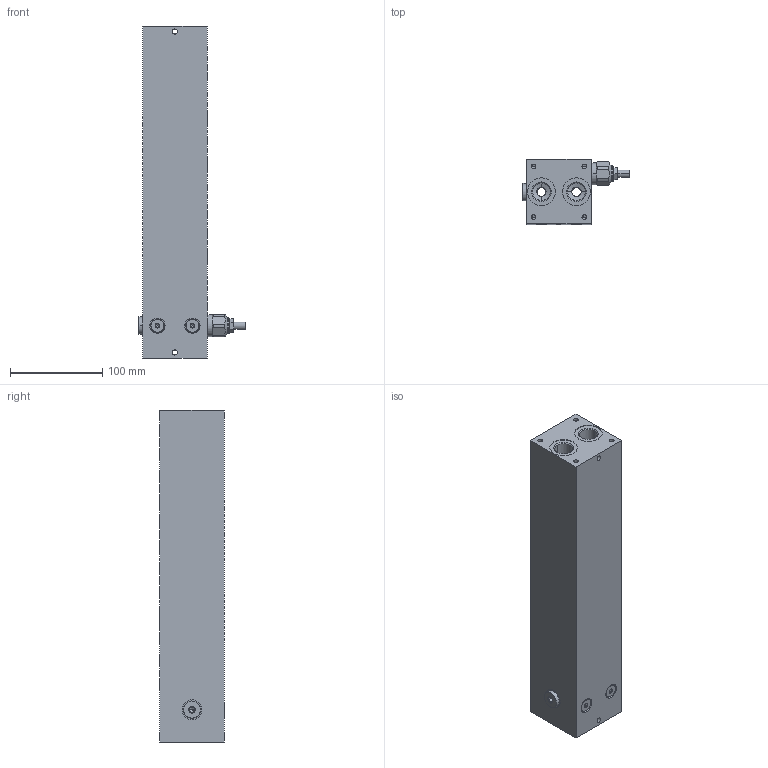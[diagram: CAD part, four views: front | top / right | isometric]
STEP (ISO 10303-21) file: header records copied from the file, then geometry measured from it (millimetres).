
FILE_DESCRIPTION((''),'2;1');
FILE_NAME('BM6AC2_SW0001','2021-01-14T',('砐錪賧瘔蠈錪'),(''),'PRO/ENGINEER BY PARAMETRIC TECHNOLOGY CORPORATION, 2012480','PRO/ENGINEER BY PARAMETRIC TECHNOLOGY CORPORATION, 2012480','');
FILE_SCHEMA(('CONFIG_CONTROL_DESIGN'));
Products named in the file (1): BM6AC2_SW0001
Bounding box: 116 x 70 x 360 mm (x, y, z)
Volume: 1604749.1 mm3; surface area: 186117.8 mm2
Topology: 1 solids, 2 shells, 1068 faces, 2755 edges, 1682 vertices
Faces by surface type: plane 490, cylinder 300, cone 241, torus 28, bspline 7, revolution 2
Entity records: 50710 total; most frequent: CARTESIAN_POINT 25216, ORIENTED_EDGE 5310, DIRECTION 5149, EDGE_CURVE 2655, AXIS2_PLACEMENT_3D 1746, VERTEX_POINT 1682, VECTOR 1655, LINE 1655
